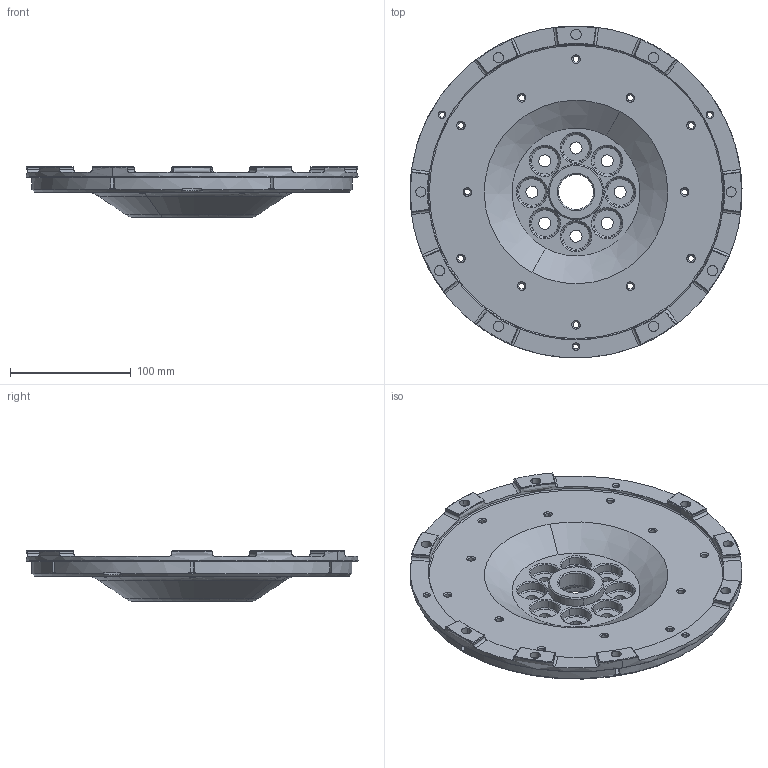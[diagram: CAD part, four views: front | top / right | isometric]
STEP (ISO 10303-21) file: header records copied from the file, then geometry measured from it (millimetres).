
FILE_DESCRIPTION(('CATIA V5 STEP Exchange'),'2;1');
FILE_NAME('DISQUE_VM_CRABE.stp','2016-03-24T08:09:35+00:00',('none'),('SNECMA'),'CATIA Version 5 Release 19 SP 9 (IN-10)','CATIA V5 STEP AP214','none');
FILE_SCHEMA(('AUTOMOTIVE_DESIGN { 1 0 10303 214 1 1 1 1 }'));
Length unit declared in the file: millimetre
Products named in the file (1): DISQUE_VM_CRABE
Bounding box: 274.92 x 274.92 x 42 mm (x, y, z)
Volume: 829565.6 mm3; surface area: 156369.7 mm2
Topology: 1 solids, 1 shells, 417 faces, 1011 edges, 613 vertices
Faces by surface type: cone 151, cylinder 142, plane 94, bspline 20, torus 10
Entity records: 13195 total; most frequent: CARTESIAN_POINT 3952, ORIENTED_EDGE 2022, DIRECTION 1394, EDGE_CURVE 1011, AXIS2_PLACEMENT_3D 756, VERTEX_POINT 613, EDGE_LOOP 494, CIRCLE 487
